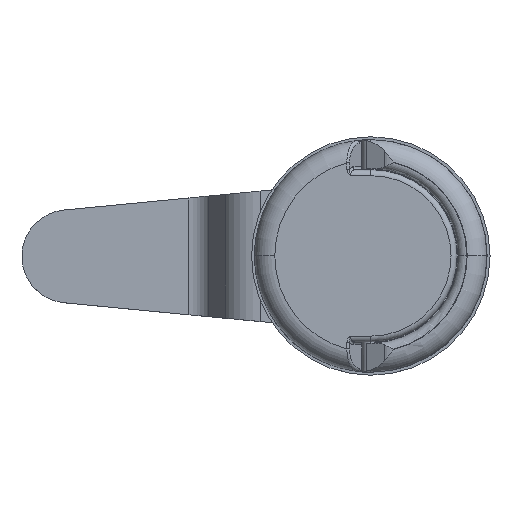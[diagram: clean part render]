
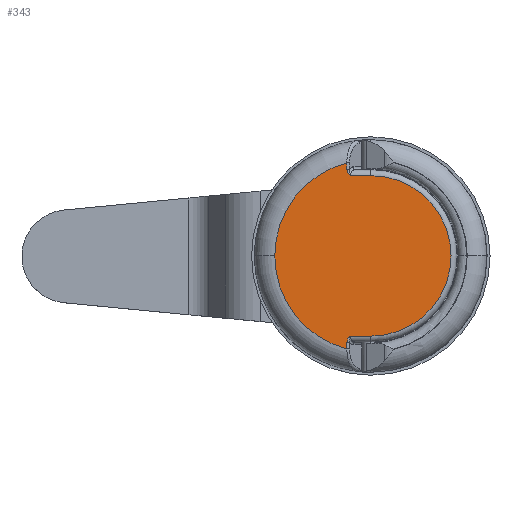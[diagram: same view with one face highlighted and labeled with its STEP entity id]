
A CAD part, top view. The second image highlights one B-rep face of the part: STEP entity #343.
In plain terms, the highlighted planar face has unit normal (0, 0, 1).
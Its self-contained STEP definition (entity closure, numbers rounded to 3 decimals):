
#285 = LINE ( 'NONE', #10425, #9959 ) ;
#343 = ADVANCED_FACE ( 'NONE', ( #6801 ), #9289, .F. ) ;
#515 = ORIENTED_EDGE ( 'NONE', *, *, #10816, .T. ) ;
#618 = DIRECTION ( 'NONE',  ( -1., 0., 0. ) ) ;
#720 = CARTESIAN_POINT ( 'NONE',  ( -4.089, 14.918, 5. ) ) ;
#737 = CARTESIAN_POINT ( 'NONE',  ( -4.025, 14.49, 5. ) ) ;
#764 = LINE ( 'NONE', #8601, #10953 ) ;
#1058 = DIRECTION ( 'NONE',  ( 0., 1., 0. ) ) ;
#1128 = CARTESIAN_POINT ( 'NONE',  ( -3.888, -14.193, 5. ) ) ;
#1181 = VERTEX_POINT ( 'NONE', #6697 ) ;
#1612 = CIRCLE ( 'NONE', #6505, 16.5 ) ;
#1742 = DIRECTION ( 'NONE',  ( 0., 0., 1. ) ) ;
#1849 = VECTOR ( 'NONE', #6410, 1000. ) ;
#1864 = CARTESIAN_POINT ( 'NONE',  ( -3.987, 14.386, 5. ) ) ;
#1968 = VECTOR ( 'NONE', #1058, 1000. ) ;
#2114 = ORIENTED_EDGE ( 'NONE', *, *, #3563, .T. ) ;
#2197 = CARTESIAN_POINT ( 'NONE',  ( -4.089, 16.056, 5. ) ) ;
#2239 = VERTEX_POINT ( 'NONE', #2475 ) ;
#2271 = EDGE_CURVE ( 'NONE', #2600, #1181, #3352, .T. ) ;
#2273 = CARTESIAN_POINT ( 'NONE',  ( -3.987, -14.386, 5. ) ) ;
#2291 = CARTESIAN_POINT ( 'NONE',  ( 0., 13.8, 5. ) ) ;
#2313 = VERTEX_POINT ( 'NONE', #8082 ) ;
#2329 = ORIENTED_EDGE ( 'NONE', *, *, #5207, .T. ) ;
#2445 = DIRECTION ( 'NONE',  ( -1., 0., 0. ) ) ;
#2475 = CARTESIAN_POINT ( 'NONE',  ( -3.511, 13.8, 5. ) ) ;
#2600 = VERTEX_POINT ( 'NONE', #720 ) ;
#2684 = CARTESIAN_POINT ( 'NONE',  ( 0., 0., 5. ) ) ;
#2787 = ORIENTED_EDGE ( 'NONE', *, *, #3506, .T. ) ;
#2826 = EDGE_CURVE ( 'NONE', #2313, #9630, #7358, .T. ) ;
#2894 = CARTESIAN_POINT ( 'NONE',  ( 0., 0., 5. ) ) ;
#3029 = CARTESIAN_POINT ( 'NONE',  ( -3.839, 14.096, 5. ) ) ;
#3224 = ORIENTED_EDGE ( 'NONE', *, *, #2271, .T. ) ;
#3352 = LINE ( 'NONE', #2197, #1968 ) ;
#3422 = CARTESIAN_POINT ( 'NONE',  ( -4.025, -14.49, 5. ) ) ;
#3506 = EDGE_CURVE ( 'NONE', #1181, #7591, #1612, .T. ) ;
#3563 = EDGE_CURVE ( 'NONE', #2239, #2600, #3926, .T. ) ;
#3591 = DIRECTION ( 'NONE',  ( 0., 0., 1. ) ) ;
#3605 = ORIENTED_EDGE ( 'NONE', *, *, #5653, .T. ) ;
#3805 = CARTESIAN_POINT ( 'NONE',  ( -4.089, -15.985, 5. ) ) ;
#3926 = B_SPLINE_CURVE_WITH_KNOTS ( 'NONE', 3,
 ( #5338, #4186, #3029, #1864, #737, #10867, #9712, #8570 ),
 .UNSPECIFIED., .F., .F.,
 ( 4, 2, 2, 4 ),
 ( 0., 0.001, 0.001, 0.001 ),
 .UNSPECIFIED. ) ;
#4186 = CARTESIAN_POINT ( 'NONE',  ( -3.691, 13.927, 5. ) ) ;
#4382 = AXIS2_PLACEMENT_3D ( 'NONE', #2894, #1742, #618 ) ;
#4417 = ORIENTED_EDGE ( 'NONE', *, *, #2826, .T. ) ;
#4429 = CARTESIAN_POINT ( 'NONE',  ( -3.827, -14.103, 5. ) ) ;
#4572 = CARTESIAN_POINT ( 'NONE',  ( -4.076, -14.701, 5. ) ) ;
#4899 = AXIS2_PLACEMENT_3D ( 'NONE', #5933, #3591, #2445 ) ;
#5202 = VERTEX_POINT ( 'NONE', #9739 ) ;
#5207 = EDGE_CURVE ( 'NONE', #9630, #5202, #764, .T. ) ;
#5316 = EDGE_LOOP ( 'NONE', ( #7685, #2114, #3224, #2787, #10372, #515, #4417, #2329, #3605 ) ) ;
#5338 = CARTESIAN_POINT ( 'NONE',  ( -3.511, 13.8, 5. ) ) ;
#5585 = CIRCLE ( 'NONE', #4899, 16.5 ) ;
#5653 = EDGE_CURVE ( 'NONE', #5202, #8675, #9759, .T. ) ;
#5759 = CARTESIAN_POINT ( 'NONE',  ( -4.089, -14.808, 5. ) ) ;
#5814 = DIRECTION ( 'NONE',  ( -1., 0., 0. ) ) ;
#5933 = CARTESIAN_POINT ( 'NONE',  ( 0., 0., 5. ) ) ;
#6410 = DIRECTION ( 'NONE',  ( -1., 0., 0. ) ) ;
#6505 = AXIS2_PLACEMENT_3D ( 'NONE', #2684, #9389, #8225 ) ;
#6697 = CARTESIAN_POINT ( 'NONE',  ( -4.089, 15.985, 5. ) ) ;
#6801 = FACE_OUTER_BOUND ( 'NONE', #5316, .T. ) ;
#6943 = CARTESIAN_POINT ( 'NONE',  ( -4.089, -14.918, 5. ) ) ;
#6986 = DIRECTION ( 'NONE',  ( 0., 0., -1. ) ) ;
#7082 = AXIS2_PLACEMENT_3D ( 'NONE', #8129, #6986, #5814 ) ;
#7358 = B_SPLINE_CURVE_WITH_KNOTS ( 'NONE', 3,
 ( #6943, #5759, #4572, #3422, #2273, #1128, #4429, #10136, #8967, #7818 ),
 .UNSPECIFIED., .F., .F.,
 ( 4, 2, 2, 2, 4 ),
 ( 0., 0., 0.001, 0.001, 0.001 ),
 .UNSPECIFIED. ) ;
#7406 = VERTEX_POINT ( 'NONE', #3805 ) ;
#7447 = DIRECTION ( 'NONE',  ( 1., 0., 0. ) ) ;
#7584 = CARTESIAN_POINT ( 'NONE',  ( 0., 13.8, 5. ) ) ;
#7591 = VERTEX_POINT ( 'NONE', #8124 ) ;
#7685 = ORIENTED_EDGE ( 'NONE', *, *, #10874, .T. ) ;
#7818 = CARTESIAN_POINT ( 'NONE',  ( -3.511, -13.8, 5. ) ) ;
#7884 = EDGE_CURVE ( 'NONE', #7591, #7406, #5585, .T. ) ;
#8082 = CARTESIAN_POINT ( 'NONE',  ( -4.089, -14.918, 5. ) ) ;
#8124 = CARTESIAN_POINT ( 'NONE',  ( -16.5, 0., 5. ) ) ;
#8129 = CARTESIAN_POINT ( 'NONE',  ( 0., 0., 5. ) ) ;
#8225 = DIRECTION ( 'NONE',  ( -1., 0., 0. ) ) ;
#8570 = CARTESIAN_POINT ( 'NONE',  ( -4.089, 14.918, 5. ) ) ;
#8601 = CARTESIAN_POINT ( 'NONE',  ( 0., -13.8, 5. ) ) ;
#8675 = VERTEX_POINT ( 'NONE', #2291 ) ;
#8727 = LINE ( 'NONE', #7584, #1849 ) ;
#8967 = CARTESIAN_POINT ( 'NONE',  ( -3.599, -13.863, 5. ) ) ;
#9276 = DIRECTION ( 'NONE',  ( 0., 1., 0. ) ) ;
#9289 = PLANE ( 'NONE',  #7082 ) ;
#9310 = CARTESIAN_POINT ( 'NONE',  ( -3.511, -13.8, 5. ) ) ;
#9389 = DIRECTION ( 'NONE',  ( 0., 0., 1. ) ) ;
#9630 = VERTEX_POINT ( 'NONE', #9310 ) ;
#9712 = CARTESIAN_POINT ( 'NONE',  ( -4.089, 14.808, 5. ) ) ;
#9739 = CARTESIAN_POINT ( 'NONE',  ( 0., -13.8, 5. ) ) ;
#9759 = CIRCLE ( 'NONE', #4382, 13.8 ) ;
#9959 = VECTOR ( 'NONE', #9276, 1000. ) ;
#10136 = CARTESIAN_POINT ( 'NONE',  ( -3.683, -13.937, 5. ) ) ;
#10372 = ORIENTED_EDGE ( 'NONE', *, *, #7884, .T. ) ;
#10425 = CARTESIAN_POINT ( 'NONE',  ( -4.089, -13.8, 5. ) ) ;
#10816 = EDGE_CURVE ( 'NONE', #7406, #2313, #285, .T. ) ;
#10867 = CARTESIAN_POINT ( 'NONE',  ( -4.076, 14.701, 5. ) ) ;
#10874 = EDGE_CURVE ( 'NONE', #8675, #2239, #8727, .T. ) ;
#10953 = VECTOR ( 'NONE', #7447, 1000. ) ;
